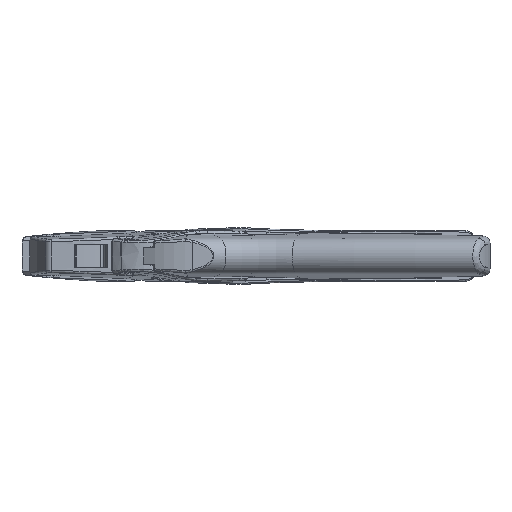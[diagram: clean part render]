
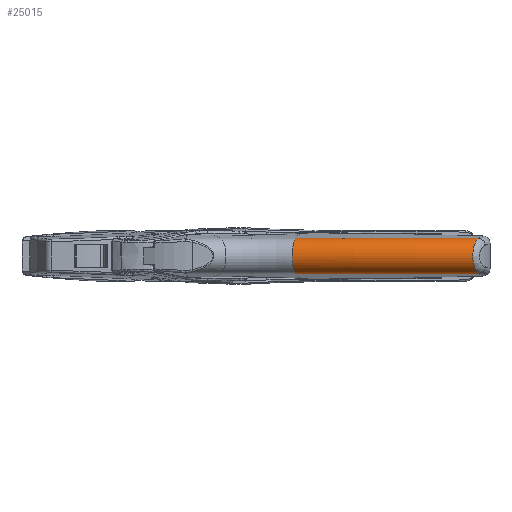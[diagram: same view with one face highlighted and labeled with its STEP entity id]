
A CAD part, front view. The second image highlights one B-rep face of the part: STEP entity #25015.
In plain terms, the highlighted toroidal (fillet/blend) face has major radius 793.5 mm and minor radius 7.5 mm.
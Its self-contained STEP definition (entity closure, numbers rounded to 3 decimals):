
#23694=AXIS2_PLACEMENT_3D('Circle Axis2P3D',#23692,#23693,$) ;
#24983=AXIS2_PLACEMENT_3D('Torus Axis2P3D',#24980,#24981,#24982) ;
#24997=AXIS2_PLACEMENT_3D('Circle Axis2P3D',#24995,#24996,$) ;
#25004=AXIS2_PLACEMENT_3D('Circle Axis2P3D',#25002,#25003,$) ;
#23530=CARTESIAN_POINT('Vertex',(189.843,6.002,19.152)) ;
#23668=CARTESIAN_POINT('Vertex',(189.843,6.002,4.38)) ;
#23692=CARTESIAN_POINT('Axis2P3D Location',(268.989,796.854,4.38)) ;
#23696=CARTESIAN_POINT('Vertex',(113.676,17.375,4.38)) ;
#24945=CARTESIAN_POINT('Control Point',(187.454,0.015,11.766)) ;
#24946=CARTESIAN_POINT('Control Point',(187.454,0.015,12.853)) ;
#24947=CARTESIAN_POINT('Control Point',(187.541,0.204,13.94)) ;
#24948=CARTESIAN_POINT('Control Point',(187.717,0.583,14.966)) ;
#24949=CARTESIAN_POINT('Control Point',(188.191,1.648,16.801)) ;
#24950=CARTESIAN_POINT('Control Point',(188.83,3.21,18.119)) ;
#24951=CARTESIAN_POINT('Control Point',(189.17,4.086,18.628)) ;
#24952=CARTESIAN_POINT('Control Point',(189.511,5.027,18.975)) ;
#24953=CARTESIAN_POINT('Control Point',(189.843,6.002,19.152)) ;
#24954=CARTESIAN_POINT('Vertex',(187.454,0.015,11.766)) ;
#24958=CARTESIAN_POINT('Control Point',(189.843,6.002,4.38)) ;
#24959=CARTESIAN_POINT('Control Point',(189.581,5.23,4.52)) ;
#24960=CARTESIAN_POINT('Control Point',(189.312,4.48,4.766)) ;
#24961=CARTESIAN_POINT('Control Point',(189.043,3.766,5.115)) ;
#24962=CARTESIAN_POINT('Control Point',(188.399,2.133,6.216)) ;
#24963=CARTESIAN_POINT('Control Point',(187.863,0.901,7.857)) ;
#24964=CARTESIAN_POINT('Control Point',(187.611,0.355,9.)) ;
#24965=CARTESIAN_POINT('Control Point',(187.468,0.047,10.303)) ;
#24966=CARTESIAN_POINT('Control Point',(187.454,0.016,11.618)) ;
#24967=CARTESIAN_POINT('Control Point',(187.454,0.015,11.667)) ;
#24968=CARTESIAN_POINT('Control Point',(187.454,0.015,11.716)) ;
#24969=CARTESIAN_POINT('Control Point',(187.454,0.015,11.766)) ;
#24980=CARTESIAN_POINT('Axis2P3D Location',(268.989,796.854,11.766)) ;
#24986=CARTESIAN_POINT('Control Point',(113.676,17.375,4.38)) ;
#24987=CARTESIAN_POINT('Control Point',(113.272,15.352,4.743)) ;
#24988=CARTESIAN_POINT('Control Point',(112.894,13.452,5.826)) ;
#24989=CARTESIAN_POINT('Control Point',(112.607,12.012,7.576)) ;
#24990=CARTESIAN_POINT('Control Point',(112.464,11.297,9.671)) ;
#24991=CARTESIAN_POINT('Control Point',(112.464,11.297,11.766)) ;
#24992=CARTESIAN_POINT('Vertex',(112.464,11.297,11.766)) ;
#24995=CARTESIAN_POINT('Axis2P3D Location',(268.989,796.854,19.152)) ;
#24999=CARTESIAN_POINT('Vertex',(113.676,17.375,19.152)) ;
#25002=CARTESIAN_POINT('Axis2P3D Location',(113.93,18.652,11.766)) ;
#23693=DIRECTION('Axis2P3D Direction',(0.,0.,1.)) ;
#24981=DIRECTION('Axis2P3D Direction',(0.,0.,1.)) ;
#24982=DIRECTION('Axis2P3D XDirection',(-0.195,-0.981,0.)) ;
#24996=DIRECTION('Axis2P3D Direction',(0.,0.,1.)) ;
#25003=DIRECTION('Axis2P3D Direction',(-0.981,0.195,0.)) ;
#25008=ORIENTED_EDGE('',*,*,#24994,.F.) ;
#25009=ORIENTED_EDGE('',*,*,#23698,.T.) ;
#25010=ORIENTED_EDGE('',*,*,#24970,.T.) ;
#25011=ORIENTED_EDGE('',*,*,#24956,.T.) ;
#25012=ORIENTED_EDGE('',*,*,#25001,.T.) ;
#25013=ORIENTED_EDGE('',*,*,#25006,.F.) ;
#25015=ADVANCED_FACE('Hauptk\X2\00F6\X0\rper',(#25014),#24984,.T.) ;
#24944=B_SPLINE_CURVE_WITH_KNOTS('',5,(#24945,#24946,#24947,#24948,#24949,#24950,#24951,#24952,#24953),.UNSPECIFIED.,.F.,.U.,(6,3,6),(24.893,29.467,34.054),.UNSPECIFIED.) ;
#24957=B_SPLINE_CURVE_WITH_KNOTS('',5,(#24958,#24959,#24960,#24961,#24962,#24963,#24964,#24965,#24966,#24967,#24968,#24969),.UNSPECIFIED.,.F.,.U.,(6,3,3,6),(15.732,19.363,24.687,24.893),.UNSPECIFIED.) ;
#24985=B_SPLINE_CURVE_WITH_KNOTS('',5,(#24986,#24987,#24988,#24989,#24990,#24991),.UNSPECIFIED.,.F.,.U.,(6,6),(-5.236,5.236),.UNSPECIFIED.) ;
#23695=CIRCLE('generated circle',#23694,794.802) ;
#24998=CIRCLE('generated circle',#24997,794.802) ;
#25005=CIRCLE('generated circle',#25004,7.5) ;
#24984=TOROIDAL_SURFACE('homeo Torus',#24983,793.5,7.5) ;
#23698=EDGE_CURVE('',#23697,#23669,#23695,.T.) ;
#24956=EDGE_CURVE('',#24955,#23531,#24944,.T.) ;
#24970=EDGE_CURVE('',#23669,#24955,#24957,.T.) ;
#24994=EDGE_CURVE('',#23697,#24993,#24985,.T.) ;
#25001=EDGE_CURVE('',#23531,#25000,#24998,.F.) ;
#25006=EDGE_CURVE('',#24993,#25000,#25005,.T.) ;
#25007=EDGE_LOOP('',(#25008,#25009,#25010,#25011,#25012,#25013)) ;
#25014=FACE_OUTER_BOUND('',#25007,.T.) ;
#23531=VERTEX_POINT('',#23530) ;
#23669=VERTEX_POINT('',#23668) ;
#23697=VERTEX_POINT('',#23696) ;
#24955=VERTEX_POINT('',#24954) ;
#24993=VERTEX_POINT('',#24992) ;
#25000=VERTEX_POINT('',#24999) ;
